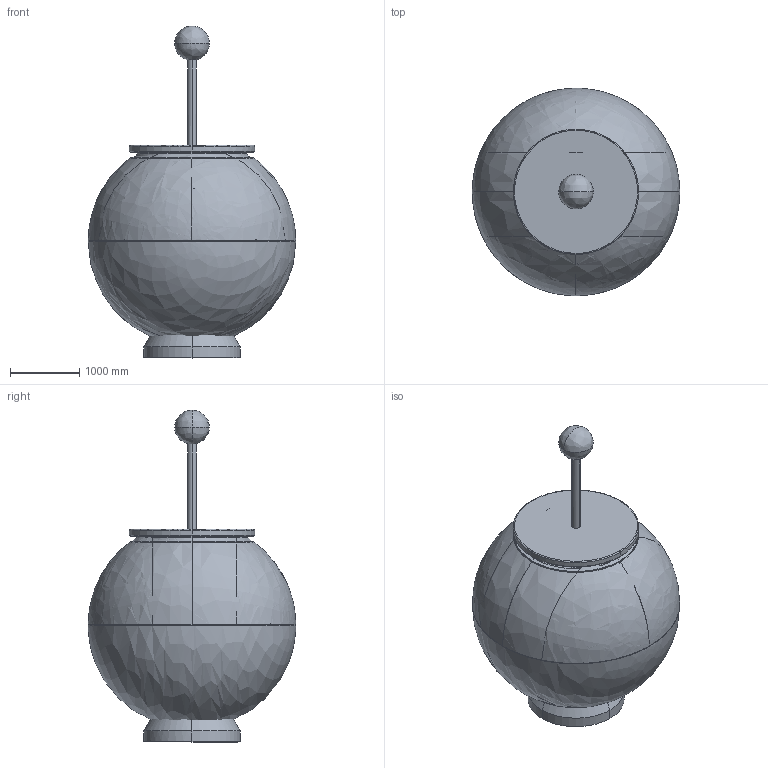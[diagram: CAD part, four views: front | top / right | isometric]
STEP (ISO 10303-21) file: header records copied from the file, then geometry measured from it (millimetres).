
FILE_DESCRIPTION(/* description */ (''),/* implementation_level */ '2;1');
FILE_NAME(/* name */ 'Alfa_3D',/* time_stamp */ '2011-11-14T11:20:49+01:00',/* author */ (''),/* organization */ (''),/* preprocessor_version */ 'ST-DEVELOPER v10',/* originating_system */ '',/* authorisation */ '');
FILE_SCHEMA (('CONFIG_CONTROL_DESIGN'));
Length unit declared in the file: centimetre
Products named in the file (1): 1
Bounding box: 2999.98 x 3000 x 4799.77 mm (x, y, z)
Volume: 1260078850.4 mm3; surface area: 161088101.5 mm2
Topology: 6 solids, 12 shells, 182 faces, 452 edges, 233 vertices
Faces by surface type: bspline 162, plane 20
Entity records: 7004 total; most frequent: CARTESIAN_POINT 4746, ORIENTED_EDGE 798, EDGE_CURVE 407, VERTEX_POINT 229, EDGE_LOOP 194, ADVANCED_FACE 182, FACE_OUTER_BOUND 182, B_SPLINE_CURVE_WITH_KNOTS 85
